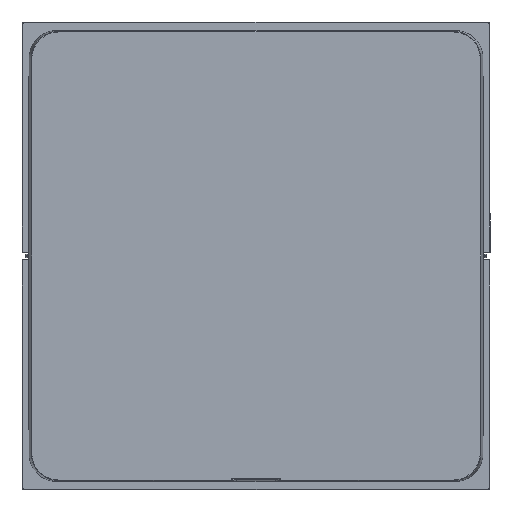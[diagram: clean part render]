
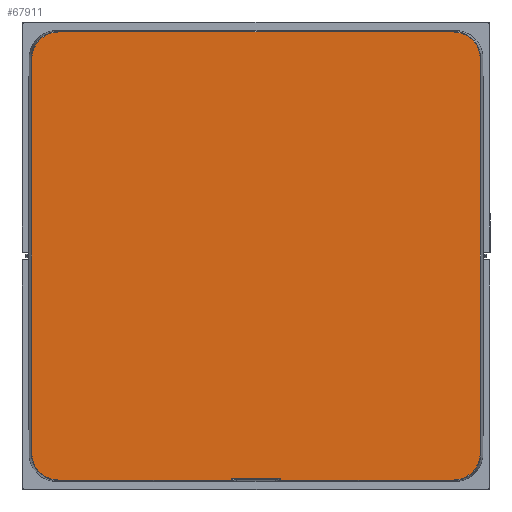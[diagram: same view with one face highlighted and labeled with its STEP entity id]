
A CAD part, left-side view. The second image highlights one B-rep face of the part: STEP entity #67911.
In plain terms, the highlighted planar face has unit normal (-1, 0, 0).
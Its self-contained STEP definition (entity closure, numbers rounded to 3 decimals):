
#65361=CARTESIAN_POINT(' ',(0.,8.124,-74.286));
#65362=VERTEX_POINT(' ',#65361);
#65666=CARTESIAN_POINT(' ',(0.,8.124,-73.629));
#65667=VERTEX_POINT(' ',#65666);
#65686=CARTESIAN_POINT(' ',(0.,8.124,-73.629));
#65691=DIRECTION(' ',(0.,0.,-1.));
#65696=VECTOR(' ',#65691,1.);
#65701=LINE('',#65686,#65696);
#65706=EDGE_CURVE(' ',#65667,#65362,#65701,.T.);
#66166=CARTESIAN_POINT(' ',(0.,8.215,-74.142));
#66171=DIRECTION(' ',(-1.,0.,0.));
#66176=DIRECTION(' ',(0.,0.017,-1.));
#66181=AXIS2_PLACEMENT_3D(' ',#66166,#66171,#66176);
#66186=CIRCLE('',#66181,0.17);
#66191=CARTESIAN_POINT(' ',(0.,8.218,-74.312));
#66192=VERTEX_POINT(' ',#66191);
#66196=EDGE_CURVE(' ',#66192,#65362,#66186,.T.);
#67296=CARTESIAN_POINT(' ',(0.,-8.124,-73.629));
#67297=VERTEX_POINT(' ',#67296);
#67311=CARTESIAN_POINT(' ',(0.,-8.124,-73.629));
#67316=DIRECTION(' ',(0.,1.,0.));
#67321=VECTOR(' ',#67316,1.);
#67326=LINE('',#67311,#67321);
#67331=EDGE_CURVE(' ',#67297,#65667,#67326,.T.);
#67356=DIRECTION(' ',(-1.,0.,0.));
#67361=CARTESIAN_POINT(' ',(0.,74.325,-74.312));
#67366=DIRECTION(' ',(0.,-1.,0.));
#67371=AXIS2_PLACEMENT_3D(' ',#67361,#67356,#67366);
#67376=PLANE('',#67371);
#67381=CARTESIAN_POINT(' ',(0.,-74.325,65.468));
#67386=DIRECTION(' ',(0.,0.,-1.));
#67391=VECTOR(' ',#67386,1.);
#67396=LINE('',#67381,#67391);
#67401=CARTESIAN_POINT(' ',(0.,-74.325,65.468));
#67402=VERTEX_POINT(' ',#67401);
#67406=CARTESIAN_POINT(' ',(0.,-74.325,-65.468));
#67407=VERTEX_POINT(' ',#67406);
#67411=EDGE_CURVE(' ',#67402,#67407,#67396,.T.);
#67416=ORIENTED_EDGE(' ',*,*,#67411,.F.);
#67421=CARTESIAN_POINT(' ',(0.,-65.419,74.312));
#67426=CARTESIAN_POINT(' ',(0.,-66.811,74.312));
#67431=CARTESIAN_POINT(' ',(0.,-68.195,73.987));
#67436=CARTESIAN_POINT(' ',(0.,-70.471,72.848));
#67441=CARTESIAN_POINT(' ',(0.,-71.403,72.127));
#67446=CARTESIAN_POINT(' ',(0.,-73.073,70.206));
#67451=CARTESIAN_POINT(' ',(0.,-73.731,68.941));
#67456=CARTESIAN_POINT(' ',(0.,-74.238,66.899));
#67461=CARTESIAN_POINT(' ',(0.,-74.325,66.184));
#67466=CARTESIAN_POINT(' ',(0.,-74.325,65.468));
#67471=B_SPLINE_CURVE_WITH_KNOTS('',3,(#67421,#67426,#67431,#67436,#67441,#67446,#67451,#67456,#67461,#67466),.UNSPECIFIED.,.F.,.U.,(4,2,2,2,4),(0.,0.299,0.547,0.846,1.),.UNSPECIFIED.);
#67476=CARTESIAN_POINT(' ',(0.,-65.419,74.312));
#67477=VERTEX_POINT(' ',#67476);
#67481=EDGE_CURVE(' ',#67477,#67402,#67471,.T.);
#67486=ORIENTED_EDGE(' ',*,*,#67481,.F.);
#67491=CARTESIAN_POINT(' ',(0.,65.419,74.312));
#67496=DIRECTION(' ',(0.,-1.,0.));
#67501=VECTOR(' ',#67496,1.);
#67506=LINE('',#67491,#67501);
#67511=CARTESIAN_POINT(' ',(0.,65.419,74.312));
#67512=VERTEX_POINT(' ',#67511);
#67516=EDGE_CURVE(' ',#67512,#67477,#67506,.T.);
#67521=ORIENTED_EDGE(' ',*,*,#67516,.F.);
#67526=CARTESIAN_POINT(' ',(0.,65.419,74.312));
#67531=CARTESIAN_POINT(' ',(0.,67.753,74.312));
#67536=CARTESIAN_POINT(' ',(0.,69.982,73.409));
#67541=CARTESIAN_POINT(' ',(0.,72.331,71.136));
#67546=CARTESIAN_POINT(' ',(0.,72.924,70.336));
#67551=CARTESIAN_POINT(' ',(0.,73.992,68.242));
#67556=CARTESIAN_POINT(' ',(0.,74.325,66.87));
#67561=CARTESIAN_POINT(' ',(0.,74.325,65.467));
#67566=B_SPLINE_CURVE_WITH_KNOTS('',3,(#67526,#67531,#67536,#67541,#67546,#67551,#67556,#67561),.UNSPECIFIED.,.F.,.U.,(4,2,2,4),(0.,0.495,0.703,1.),.UNSPECIFIED.);
#67571=CARTESIAN_POINT(' ',(0.,74.325,65.467));
#67572=VERTEX_POINT(' ',#67571);
#67576=EDGE_CURVE(' ',#67512,#67572,#67566,.T.);
#67581=ORIENTED_EDGE(' ',*,*,#67576,.T.);
#67586=CARTESIAN_POINT(' ',(0.,74.325,65.467));
#67591=DIRECTION(' ',(0.,0.,-1.));
#67596=VECTOR(' ',#67591,1.);
#67601=LINE('',#67586,#67596);
#67606=CARTESIAN_POINT(' ',(0.,74.325,-65.468));
#67607=VERTEX_POINT(' ',#67606);
#67611=EDGE_CURVE(' ',#67572,#67607,#67601,.T.);
#67616=ORIENTED_EDGE(' ',*,*,#67611,.T.);
#67621=CARTESIAN_POINT(' ',(0.,65.419,-74.312));
#67626=CARTESIAN_POINT(' ',(0.,66.811,-74.312));
#67631=CARTESIAN_POINT(' ',(0.,68.195,-73.987));
#67636=CARTESIAN_POINT(' ',(0.,70.471,-72.848));
#67641=CARTESIAN_POINT(' ',(0.,71.403,-72.127));
#67646=CARTESIAN_POINT(' ',(0.,73.073,-70.206));
#67651=CARTESIAN_POINT(' ',(0.,73.731,-68.941));
#67656=CARTESIAN_POINT(' ',(0.,74.238,-66.899));
#67661=CARTESIAN_POINT(' ',(0.,74.325,-66.184));
#67666=CARTESIAN_POINT(' ',(0.,74.325,-65.468));
#67671=B_SPLINE_CURVE_WITH_KNOTS('',3,(#67621,#67626,#67631,#67636,#67641,#67646,#67651,#67656,#67661,#67666),.UNSPECIFIED.,.F.,.U.,(4,2,2,2,4),(0.,0.299,0.547,0.846,1.),.UNSPECIFIED.);
#67676=CARTESIAN_POINT(' ',(0.,65.419,-74.312));
#67677=VERTEX_POINT(' ',#67676);
#67681=EDGE_CURVE(' ',#67677,#67607,#67671,.T.);
#67686=ORIENTED_EDGE(' ',*,*,#67681,.F.);
#67691=CARTESIAN_POINT(' ',(0.,8.218,-74.312));
#67696=DIRECTION(' ',(0.,1.,0.));
#67701=VECTOR(' ',#67696,1.);
#67706=LINE('',#67691,#67701);
#67711=EDGE_CURVE(' ',#66192,#67677,#67706,.T.);
#67716=ORIENTED_EDGE(' ',*,*,#67711,.F.);
#67721=ORIENTED_EDGE(' ',*,*,#66196,.T.);
#67726=ORIENTED_EDGE(' ',*,*,#65706,.F.);
#67731=ORIENTED_EDGE(' ',*,*,#67331,.F.);
#67736=CARTESIAN_POINT(' ',(0.,-8.124,-73.629));
#67741=DIRECTION(' ',(0.,0.,-1.));
#67746=VECTOR(' ',#67741,1.);
#67751=LINE('',#67736,#67746);
#67756=CARTESIAN_POINT(' ',(0.,-8.124,-74.286));
#67757=VERTEX_POINT(' ',#67756);
#67761=EDGE_CURVE(' ',#67297,#67757,#67751,.T.);
#67766=ORIENTED_EDGE(' ',*,*,#67761,.T.);
#67771=CARTESIAN_POINT(' ',(0.,-8.215,-74.142));
#67776=DIRECTION(' ',(1.,0.,0.));
#67781=DIRECTION(' ',(0.,-0.017,-1.));
#67786=AXIS2_PLACEMENT_3D(' ',#67771,#67776,#67781);
#67791=CIRCLE('',#67786,0.17);
#67796=CARTESIAN_POINT(' ',(0.,-8.218,-74.312));
#67797=VERTEX_POINT(' ',#67796);
#67801=EDGE_CURVE(' ',#67797,#67757,#67791,.T.);
#67806=ORIENTED_EDGE(' ',*,*,#67801,.F.);
#67811=CARTESIAN_POINT(' ',(0.,-8.218,-74.312));
#67816=DIRECTION(' ',(0.,-1.,0.));
#67821=VECTOR(' ',#67816,1.);
#67826=LINE('',#67811,#67821);
#67831=CARTESIAN_POINT(' ',(0.,-65.419,-74.312));
#67832=VERTEX_POINT(' ',#67831);
#67836=EDGE_CURVE(' ',#67797,#67832,#67826,.T.);
#67841=ORIENTED_EDGE(' ',*,*,#67836,.T.);
#67846=CARTESIAN_POINT(' ',(0.,-65.419,-74.312));
#67851=CARTESIAN_POINT(' ',(0.,-67.753,-74.312));
#67856=CARTESIAN_POINT(' ',(0.,-69.982,-73.409));
#67861=CARTESIAN_POINT(' ',(0.,-72.331,-71.136));
#67866=CARTESIAN_POINT(' ',(0.,-72.924,-70.336));
#67871=CARTESIAN_POINT(' ',(0.,-73.992,-68.242));
#67876=CARTESIAN_POINT(' ',(0.,-74.325,-66.87));
#67881=CARTESIAN_POINT(' ',(0.,-74.325,-65.468));
#67886=B_SPLINE_CURVE_WITH_KNOTS('',3,(#67846,#67851,#67856,#67861,#67866,#67871,#67876,#67881),.UNSPECIFIED.,.F.,.U.,(4,2,2,4),(0.,0.495,0.703,1.),.UNSPECIFIED.);
#67891=EDGE_CURVE(' ',#67832,#67407,#67886,.T.);
#67896=ORIENTED_EDGE(' ',*,*,#67891,.T.);
#67901=EDGE_LOOP(' ',(#67416,#67486,#67521,#67581,#67616,#67686,#67716,#67721,#67726,#67731,#67766,#67806,#67841,#67896));
#67906=FACE_OUTER_BOUND(' ',#67901,.T.);
#67911=ADVANCED_FACE('',(#67906),#67376,.T.);
